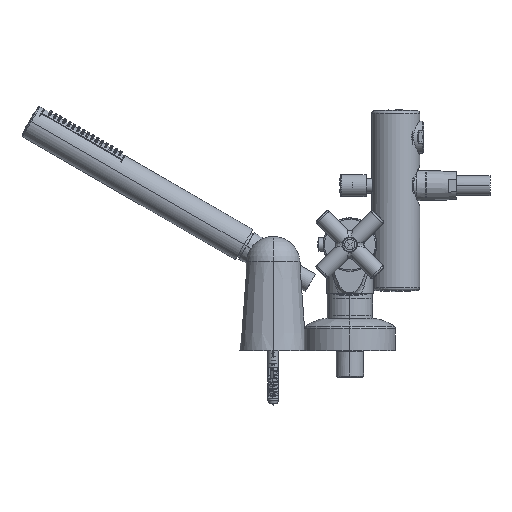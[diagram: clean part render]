
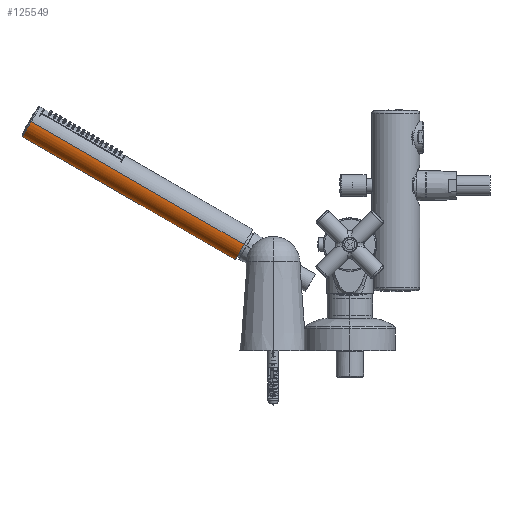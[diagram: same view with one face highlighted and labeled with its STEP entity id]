
A CAD part, left-side view. The second image highlights one B-rep face of the part: STEP entity #125549.
In plain terms, the highlighted cylindrical face has radius 13 mm (diameter 26 mm), a partial arc.
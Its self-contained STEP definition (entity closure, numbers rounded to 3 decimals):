
#125399=CARTESIAN_POINT('Vertex',(285.909,78.861,0.037)) ;
#125401=CARTESIAN_POINT('Vertex',(259.909,78.861,0.037)) ;
#125405=CARTESIAN_POINT('Control Point',(285.909,78.861,0.037)) ;
#125406=CARTESIAN_POINT('Control Point',(285.909,79.48,-1.034)) ;
#125407=CARTESIAN_POINT('Control Point',(285.762,80.098,-2.105)) ;
#125408=CARTESIAN_POINT('Control Point',(285.467,80.704,-3.155)) ;
#125409=CARTESIAN_POINT('Control Point',(284.597,81.871,-5.176)) ;
#125410=CARTESIAN_POINT('Control Point',(283.203,82.903,-6.963)) ;
#125411=CARTESIAN_POINT('Control Point',(282.386,83.375,-7.781)) ;
#125412=CARTESIAN_POINT('Control Point',(280.544,84.213,-9.232)) ;
#125413=CARTESIAN_POINT('Control Point',(278.36,84.811,-10.268)) ;
#125414=CARTESIAN_POINT('Control Point',(277.202,85.044,-10.671)) ;
#125415=CARTESIAN_POINT('Control Point',(274.797,85.367,-11.231)) ;
#125416=CARTESIAN_POINT('Control Point',(272.307,85.399,-11.286)) ;
#125417=CARTESIAN_POINT('Control Point',(271.065,85.341,-11.185)) ;
#125418=CARTESIAN_POINT('Control Point',(268.631,85.077,-10.729)) ;
#125419=CARTESIAN_POINT('Control Point',(266.388,84.536,-9.791)) ;
#125420=CARTESIAN_POINT('Control Point',(265.336,84.199,-9.209)) ;
#125421=CARTESIAN_POINT('Control Point',(263.414,83.408,-7.838)) ;
#125422=CARTESIAN_POINT('Control Point',(261.916,82.414,-6.116)) ;
#125423=CARTESIAN_POINT('Control Point',(261.289,81.874,-5.181)) ;
#125424=CARTESIAN_POINT('Control Point',(260.498,80.955,-3.59)) ;
#125425=CARTESIAN_POINT('Control Point',(260.071,79.983,-1.906)) ;
#125426=CARTESIAN_POINT('Control Point',(259.963,79.611,-1.261)) ;
#125427=CARTESIAN_POINT('Control Point',(259.909,79.236,-0.612)) ;
#125428=CARTESIAN_POINT('Control Point',(259.909,78.861,0.037)) ;
#125444=CARTESIAN_POINT('Line Origine',(259.909,61.844,-9.788)) ;
#125448=CARTESIAN_POINT('Vertex',(259.909,237.565,91.664)) ;
#125451=CARTESIAN_POINT('Line Origine',(285.909,61.844,-9.788)) ;
#125455=CARTESIAN_POINT('Vertex',(285.909,237.565,91.664)) ;
#125525=CARTESIAN_POINT('Axis2P3D Location',(272.909,61.844,-9.788)) ;
#125530=CARTESIAN_POINT('Axis2P3D Location',(272.909,237.565,91.664)) ;
#125534=CARTESIAN_POINT('Vertex',(285.905,237.722,91.392)) ;
#125537=CARTESIAN_POINT('Axis2P3D Location',(272.909,237.565,91.664)) ;
#125446=VECTOR('Line Direction',#125445,1.) ;
#125453=VECTOR('Line Direction',#125452,1.) ;
#125445=DIRECTION('Vector Direction',(0.,0.866,0.5)) ;
#125452=DIRECTION('Vector Direction',(0.,0.866,0.5)) ;
#125526=DIRECTION('Axis2P3D Direction',(0.,0.866,0.5)) ;
#125527=DIRECTION('Axis2P3D XDirection',(1.,0.,0.)) ;
#125531=DIRECTION('Axis2P3D Direction',(0.,0.866,0.5)) ;
#125538=DIRECTION('Axis2P3D Direction',(0.,0.866,0.5)) ;
#125528=AXIS2_PLACEMENT_3D('Cylinder Axis2P3D',#125525,#125526,#125527) ;
#125532=AXIS2_PLACEMENT_3D('Circle Axis2P3D',#125530,#125531,$) ;
#125539=AXIS2_PLACEMENT_3D('Circle Axis2P3D',#125537,#125538,$) ;
#125447=LINE('Line',#125444,#125446) ;
#125454=LINE('Line',#125451,#125453) ;
#125533=CIRCLE('generated circle',#125532,13.) ;
#125540=CIRCLE('generated circle',#125539,13.) ;
#125529=CYLINDRICAL_SURFACE('generated cylinder',#125528,13.) ;
#125429=EDGE_CURVE('',#125400,#125402,#125404,.T.) ;
#125450=EDGE_CURVE('',#125402,#125449,#125447,.T.) ;
#125457=EDGE_CURVE('',#125456,#125400,#125454,.F.) ;
#125536=EDGE_CURVE('',#125449,#125535,#125533,.F.) ;
#125541=EDGE_CURVE('',#125535,#125456,#125540,.F.) ;
#125543=ORIENTED_EDGE('',*,*,#125457,.T.) ;
#125544=ORIENTED_EDGE('',*,*,#125429,.T.) ;
#125545=ORIENTED_EDGE('',*,*,#125450,.T.) ;
#125546=ORIENTED_EDGE('',*,*,#125536,.T.) ;
#125547=ORIENTED_EDGE('',*,*,#125541,.T.) ;
#125542=EDGE_LOOP('',(#125543,#125544,#125545,#125546,#125547)) ;
#125400=VERTEX_POINT('',#125399) ;
#125402=VERTEX_POINT('',#125401) ;
#125449=VERTEX_POINT('',#125448) ;
#125456=VERTEX_POINT('',#125455) ;
#125535=VERTEX_POINT('',#125534) ;
#125549=ADVANCED_FACE('P05.DO.22.1\\MANIFOLD_SOLID_BREP #7710',(#125548),#125529,.T.) ;
#125404=B_SPLINE_CURVE_WITH_KNOTS('',5,(#125405,#125406,#125407,#125408,#125409,#125410,#125411,#125412,#125413,#125414,#125415,#125416,#125417,#125418,#125419,#125420,#125421,#125422,#125423,#125424,#125425,#125426,#125427,#125428),.UNSPECIFIED.,.F.,.U.,(6,3,3,3,3,3,3,6),(0.,8.743,17.486,26.229,34.972,43.715,52.457,57.757),.UNSPECIFIED.) ;
#125548=FACE_OUTER_BOUND('',#125542,.T.) ;
